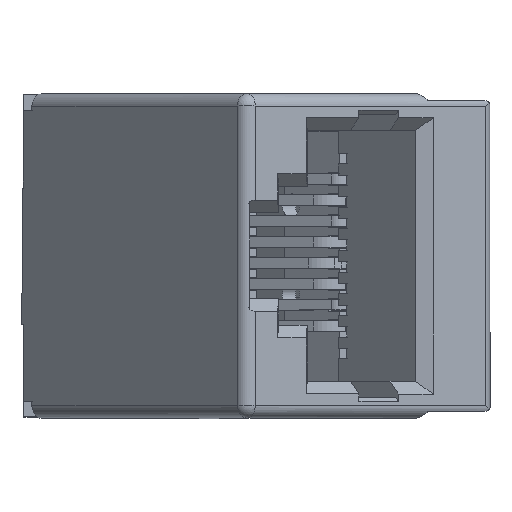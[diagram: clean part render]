
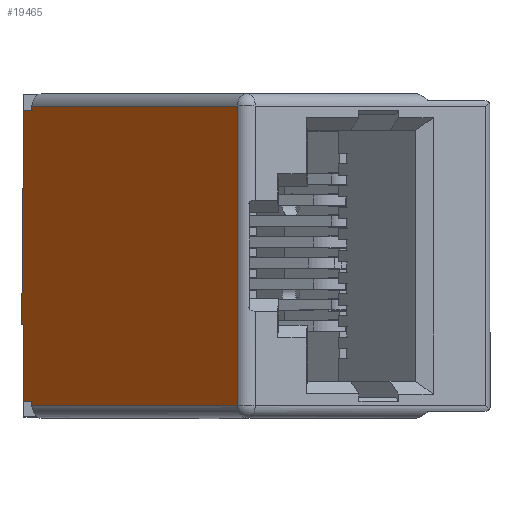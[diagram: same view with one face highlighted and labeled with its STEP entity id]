
A CAD part, top view. The second image highlights one B-rep face of the part: STEP entity #19465.
In plain terms, the highlighted face is planar.
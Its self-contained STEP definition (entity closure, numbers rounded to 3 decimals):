
#2018=LINE('',#31962,#4459);
#2022=LINE('',#31971,#4463);
#2065=LINE('',#32074,#4506);
#2070=LINE('',#32099,#4511);
#2077=LINE('',#32129,#4518);
#2345=LINE('',#32689,#4786);
#2351=LINE('',#32701,#4792);
#2355=LINE('',#32708,#4796);
#2357=LINE('',#32711,#4798);
#2362=LINE('',#32721,#4803);
#2377=LINE('',#32750,#4818);
#2380=LINE('',#32756,#4821);
#4459=VECTOR('',#26480,1000.);
#4463=VECTOR('',#26486,1000.);
#4506=VECTOR('',#26565,1000.);
#4511=VECTOR('',#26586,1000.);
#4518=VECTOR('',#26611,1000.);
#4786=VECTOR('',#27041,1000.);
#4792=VECTOR('',#27051,1000.);
#4796=VECTOR('',#27057,1000.);
#4798=VECTOR('',#27061,1000.);
#4803=VECTOR('',#27068,1000.);
#4818=VECTOR('',#27095,1000.);
#4821=VECTOR('',#27100,1000.);
#5860=PLANE('',#22479);
#11291=ORIENTED_EDGE('',*,*,#14222,.T.);
#11292=ORIENTED_EDGE('',*,*,#13856,.T.);
#11293=ORIENTED_EDGE('',*,*,#14211,.T.);
#11294=ORIENTED_EDGE('',*,*,#14205,.T.);
#11295=ORIENTED_EDGE('',*,*,#14215,.T.);
#11296=ORIENTED_EDGE('',*,*,#13860,.T.);
#11297=ORIENTED_EDGE('',*,*,#14240,.F.);
#11298=ORIENTED_EDGE('',*,*,#14237,.T.);
#11299=ORIENTED_EDGE('',*,*,#13908,.F.);
#11300=ORIENTED_EDGE('',*,*,#13919,.T.);
#11301=ORIENTED_EDGE('',*,*,#13933,.T.);
#11302=ORIENTED_EDGE('',*,*,#14217,.T.);
#13856=EDGE_CURVE('',#15916,#15915,#2018,.T.);
#13860=EDGE_CURVE('',#15920,#15919,#2022,.T.);
#13908=EDGE_CURVE('',#15960,#15962,#2065,.T.);
#13919=EDGE_CURVE('',#15960,#15968,#2070,.T.);
#13933=EDGE_CURVE('',#15968,#15979,#2077,.T.);
#14205=EDGE_CURVE('',#16191,#16190,#2345,.T.);
#14211=EDGE_CURVE('',#15915,#16191,#2351,.T.);
#14215=EDGE_CURVE('',#16190,#15920,#2355,.T.);
#14217=EDGE_CURVE('',#15979,#16197,#2357,.T.);
#14222=EDGE_CURVE('',#16197,#15916,#2362,.T.);
#14237=EDGE_CURVE('',#16209,#15962,#2377,.T.);
#14240=EDGE_CURVE('',#16209,#15919,#2380,.T.);
#15915=VERTEX_POINT('',#31961);
#15916=VERTEX_POINT('',#31963);
#15919=VERTEX_POINT('',#31970);
#15920=VERTEX_POINT('',#31972);
#15960=VERTEX_POINT('',#32072);
#15962=VERTEX_POINT('',#32075);
#15968=VERTEX_POINT('',#32097);
#15979=VERTEX_POINT('',#32128);
#16190=VERTEX_POINT('',#32688);
#16191=VERTEX_POINT('',#32690);
#16197=VERTEX_POINT('',#32712);
#16209=VERTEX_POINT('',#32751);
#17383=EDGE_LOOP('',(#11291,#11292,#11293,#11294,#11295,#11296,#11297,#11298,
#11299,#11300,#11301,#11302));
#18475=FACE_BOUND('',#17383,.T.);
#19465=ADVANCED_FACE('',(#18475),#5860,.T.);
#22479=AXIS2_PLACEMENT_3D('',#33091,#27398,#27399);
#26480=DIRECTION('',(-1.,0.,0.));
#26486=DIRECTION('',(-1.,0.,0.));
#26565=DIRECTION('',(0.,1.,0.));
#26586=DIRECTION('',(1.,0.,0.));
#26611=DIRECTION('',(0.,1.,0.));
#27041=DIRECTION('',(-1.,0.,0.));
#27051=DIRECTION('',(0.,1.,0.));
#27057=DIRECTION('',(0.,-1.,0.));
#27061=DIRECTION('',(-1.,0.,0.));
#27068=DIRECTION('',(0.,1.,0.));
#27095=DIRECTION('',(-1.,0.,0.));
#27100=DIRECTION('',(0.,1.,0.));
#27398=DIRECTION('',(0.,0.,1.));
#27399=DIRECTION('',(1.,0.,0.));
#31961=CARTESIAN_POINT('',(3.25,7.85,8.05));
#31962=CARTESIAN_POINT('',(-7.75,7.85,8.05));
#31963=CARTESIAN_POINT('',(6.95,7.85,8.05));
#31970=CARTESIAN_POINT('',(-6.95,7.85,8.05));
#31971=CARTESIAN_POINT('',(-7.75,7.85,8.05));
#31972=CARTESIAN_POINT('',(-3.25,7.85,8.05));
#32072=CARTESIAN_POINT('',(-7.15,-7.35,8.05));
#32074=CARTESIAN_POINT('',(-7.15,-7.95,8.05));
#32075=CARTESIAN_POINT('',(-7.15,7.25,8.05));
#32097=CARTESIAN_POINT('',(7.15,-7.35,8.05));
#32099=CARTESIAN_POINT('',(7.75,-7.35,8.05));
#32128=CARTESIAN_POINT('',(7.15,7.25,8.05));
#32129=CARTESIAN_POINT('',(7.15,-7.95,8.05));
#32688=CARTESIAN_POINT('',(-3.25,7.95,8.05));
#32689=CARTESIAN_POINT('',(-7.75,7.95,8.05));
#32690=CARTESIAN_POINT('',(3.25,7.95,8.05));
#32701=CARTESIAN_POINT('',(3.25,-7.95,8.05));
#32708=CARTESIAN_POINT('',(-3.25,-7.95,8.05));
#32711=CARTESIAN_POINT('',(7.75,7.25,8.05));
#32712=CARTESIAN_POINT('',(6.95,7.25,8.05));
#32721=CARTESIAN_POINT('',(6.95,7.25,8.05));
#32750=CARTESIAN_POINT('',(-6.95,7.25,8.05));
#32751=CARTESIAN_POINT('',(-6.95,7.25,8.05));
#32756=CARTESIAN_POINT('',(-6.95,7.25,8.05));
#33091=CARTESIAN_POINT('',(-7.75,-7.95,8.05));
